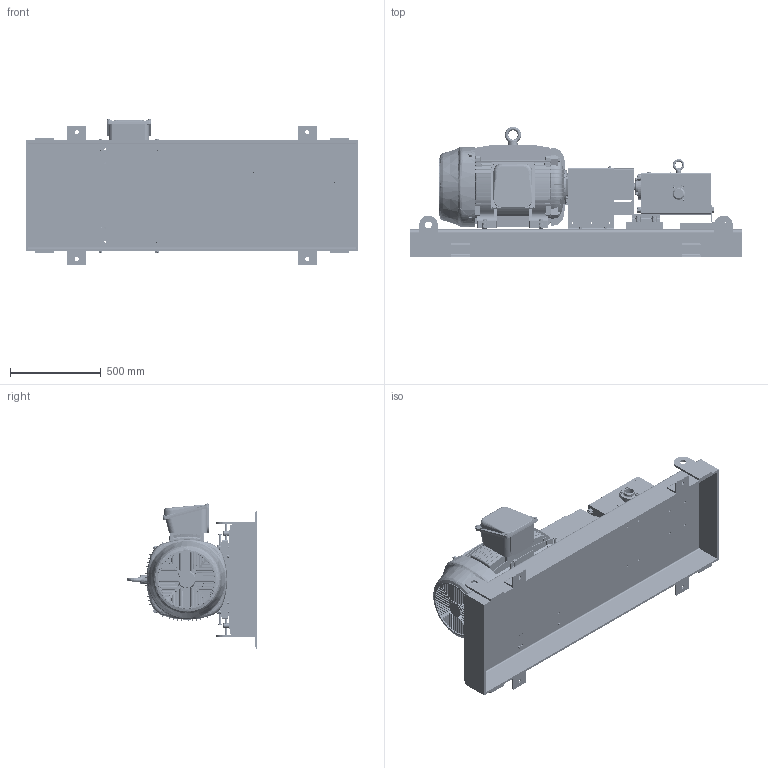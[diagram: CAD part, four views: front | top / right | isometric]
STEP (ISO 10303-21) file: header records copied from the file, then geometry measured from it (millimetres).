
FILE_DESCRIPTION (( 'STEP AP214' ), '1' );
FILE_NAME ('GPV-1430-037-U.STEP', '2019-10-03T15:58:38', ( '' ), ( '' ), 'SwSTEP 2.0', 'SolidWorks 2018', '' );
FILE_SCHEMA (( 'AUTOMOTIVE_DESIGN' ));
Length unit declared in the file: inch
Products named in the file (1): GPV-1430-037-U
Bounding box: 1828.8 x 718.34 x 801.13 mm (x, y, z)
Volume: 164012705.2 mm3; surface area: 9950294.1 mm2
Topology: 136 solids, 136 shells, 8615 faces, 21833 edges, 13833 vertices
Faces by surface type: plane 4175, cylinder 2209, cone 1239, bspline 723, torus 259, sphere 10
Entity records: 361110 total; most frequent: CARTESIAN_POINT 130018, ORIENTED_EDGE 43588, DIRECTION 39711, EDGE_CURVE 21794, AXIS2_PLACEMENT_3D 13966, VERTEX_POINT 13828, LINE 11779, VECTOR 11779
